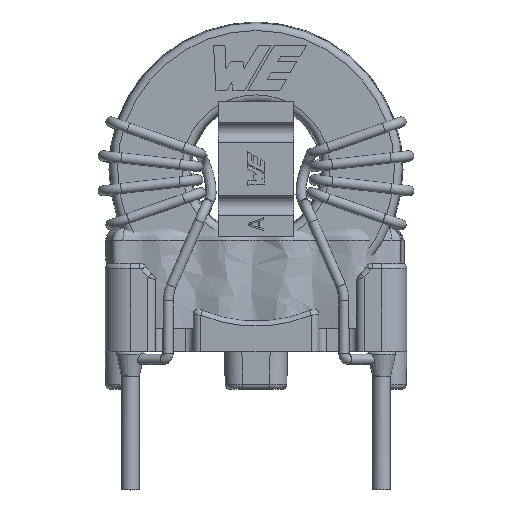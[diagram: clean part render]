
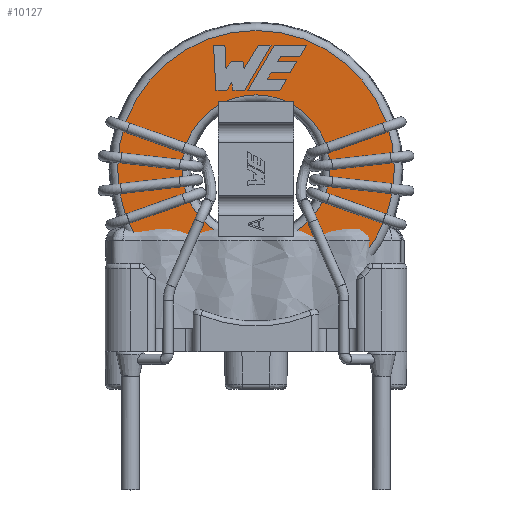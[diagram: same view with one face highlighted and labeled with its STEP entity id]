
A CAD part, top view. The second image highlights one B-rep face of the part: STEP entity #10127.
In plain terms, the highlighted face is planar.
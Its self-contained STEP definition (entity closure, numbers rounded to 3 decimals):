
#254=LINE('',#16219,#771);
#257=LINE('',#16225,#774);
#260=LINE('',#16231,#777);
#263=LINE('',#16237,#780);
#266=LINE('',#16243,#783);
#269=LINE('',#16249,#786);
#272=LINE('',#16255,#789);
#275=LINE('',#16261,#792);
#278=LINE('',#16267,#795);
#281=LINE('',#16273,#798);
#284=LINE('',#16279,#801);
#286=LINE('',#16282,#803);
#302=LINE('',#16316,#819);
#304=LINE('',#16320,#821);
#306=LINE('',#16324,#823);
#308=LINE('',#16328,#825);
#310=LINE('',#16332,#827);
#312=LINE('',#16336,#829);
#314=LINE('',#16340,#831);
#316=LINE('',#16344,#833);
#318=LINE('',#16348,#835);
#320=LINE('',#16352,#837);
#322=LINE('',#16356,#839);
#324=LINE('',#16360,#841);
#325=LINE('',#16362,#842);
#771=VECTOR('',#12305,1000.);
#774=VECTOR('',#12310,1000.);
#777=VECTOR('',#12315,1000.);
#780=VECTOR('',#12320,1000.);
#783=VECTOR('',#12325,1000.);
#786=VECTOR('',#12330,1000.);
#789=VECTOR('',#12335,1000.);
#792=VECTOR('',#12340,1000.);
#795=VECTOR('',#12345,1000.);
#798=VECTOR('',#12350,1000.);
#801=VECTOR('',#12355,1000.);
#803=VECTOR('',#12359,1000.);
#819=VECTOR('',#12381,1000.);
#821=VECTOR('',#12385,1000.);
#823=VECTOR('',#12389,1000.);
#825=VECTOR('',#12393,1000.);
#827=VECTOR('',#12397,1000.);
#829=VECTOR('',#12401,1000.);
#831=VECTOR('',#12405,1000.);
#833=VECTOR('',#12409,1000.);
#835=VECTOR('',#12413,1000.);
#837=VECTOR('',#12417,1000.);
#839=VECTOR('',#12421,1000.);
#841=VECTOR('',#12425,1000.);
#842=VECTOR('',#12428,1000.);
#1573=PLANE('',#10919);
#2954=ORIENTED_EDGE('',*,*,#4935,.F.);
#2955=ORIENTED_EDGE('',*,*,#4932,.F.);
#2956=ORIENTED_EDGE('',*,*,#4929,.F.);
#2957=ORIENTED_EDGE('',*,*,#4926,.F.);
#2958=ORIENTED_EDGE('',*,*,#4923,.F.);
#2959=ORIENTED_EDGE('',*,*,#4920,.F.);
#2960=ORIENTED_EDGE('',*,*,#4917,.F.);
#2961=ORIENTED_EDGE('',*,*,#4914,.F.);
#2962=ORIENTED_EDGE('',*,*,#4911,.F.);
#2963=ORIENTED_EDGE('',*,*,#4908,.F.);
#2964=ORIENTED_EDGE('',*,*,#4905,.F.);
#2965=ORIENTED_EDGE('',*,*,#4937,.F.);
#2966=ORIENTED_EDGE('',*,*,#4975,.F.);
#2967=ORIENTED_EDGE('',*,*,#4973,.F.);
#2968=ORIENTED_EDGE('',*,*,#4971,.F.);
#2969=ORIENTED_EDGE('',*,*,#4969,.F.);
#2970=ORIENTED_EDGE('',*,*,#4967,.F.);
#2971=ORIENTED_EDGE('',*,*,#4965,.F.);
#2972=ORIENTED_EDGE('',*,*,#4963,.F.);
#2973=ORIENTED_EDGE('',*,*,#4961,.F.);
#2974=ORIENTED_EDGE('',*,*,#4959,.F.);
#2975=ORIENTED_EDGE('',*,*,#4957,.F.);
#2976=ORIENTED_EDGE('',*,*,#4955,.F.);
#2977=ORIENTED_EDGE('',*,*,#4953,.F.);
#2978=ORIENTED_EDGE('',*,*,#4976,.F.);
#2979=ORIENTED_EDGE('',*,*,#4980,.T.);
#2980=ORIENTED_EDGE('',*,*,#4979,.T.);
#4905=EDGE_CURVE('',#5997,#5994,#254,.T.);
#4908=EDGE_CURVE('',#5994,#5998,#257,.T.);
#4911=EDGE_CURVE('',#5998,#6000,#260,.T.);
#4914=EDGE_CURVE('',#6000,#6002,#263,.T.);
#4917=EDGE_CURVE('',#6002,#6004,#266,.T.);
#4920=EDGE_CURVE('',#6004,#6006,#269,.T.);
#4923=EDGE_CURVE('',#6006,#6008,#272,.T.);
#4926=EDGE_CURVE('',#6008,#6010,#275,.T.);
#4929=EDGE_CURVE('',#6010,#6012,#278,.T.);
#4932=EDGE_CURVE('',#6012,#6014,#281,.T.);
#4935=EDGE_CURVE('',#6014,#6016,#284,.T.);
#4937=EDGE_CURVE('',#6016,#5997,#286,.T.);
#4953=EDGE_CURVE('',#6032,#6031,#302,.T.);
#4955=EDGE_CURVE('',#6031,#6033,#304,.T.);
#4957=EDGE_CURVE('',#6033,#6034,#306,.T.);
#4959=EDGE_CURVE('',#6034,#6035,#308,.T.);
#4961=EDGE_CURVE('',#6035,#6036,#310,.T.);
#4963=EDGE_CURVE('',#6036,#6037,#312,.T.);
#4965=EDGE_CURVE('',#6037,#6038,#314,.T.);
#4967=EDGE_CURVE('',#6038,#6039,#316,.T.);
#4969=EDGE_CURVE('',#6039,#6040,#318,.T.);
#4971=EDGE_CURVE('',#6040,#6041,#320,.T.);
#4973=EDGE_CURVE('',#6041,#6042,#322,.T.);
#4975=EDGE_CURVE('',#6042,#6043,#324,.T.);
#4976=EDGE_CURVE('',#6043,#6032,#325,.T.);
#4979=EDGE_CURVE('',#6046,#6046,#6744,.T.);
#4980=EDGE_CURVE('',#6047,#6047,#6745,.T.);
#5994=VERTEX_POINT('',#16213);
#5997=VERTEX_POINT('',#16218);
#5998=VERTEX_POINT('',#16222);
#6000=VERTEX_POINT('',#16228);
#6002=VERTEX_POINT('',#16234);
#6004=VERTEX_POINT('',#16240);
#6006=VERTEX_POINT('',#16246);
#6008=VERTEX_POINT('',#16252);
#6010=VERTEX_POINT('',#16258);
#6012=VERTEX_POINT('',#16264);
#6014=VERTEX_POINT('',#16270);
#6016=VERTEX_POINT('',#16276);
#6031=VERTEX_POINT('',#16313);
#6032=VERTEX_POINT('',#16315);
#6033=VERTEX_POINT('',#16319);
#6034=VERTEX_POINT('',#16323);
#6035=VERTEX_POINT('',#16327);
#6036=VERTEX_POINT('',#16331);
#6037=VERTEX_POINT('',#16335);
#6038=VERTEX_POINT('',#16339);
#6039=VERTEX_POINT('',#16343);
#6040=VERTEX_POINT('',#16347);
#6041=VERTEX_POINT('',#16351);
#6042=VERTEX_POINT('',#16355);
#6043=VERTEX_POINT('',#16359);
#6046=VERTEX_POINT('',#16370);
#6047=VERTEX_POINT('',#16373);
#6744=CIRCLE('',#10918,5.505);
#6745=CIRCLE('',#10920,2.945);
#7235=EDGE_LOOP('',(#2954,#2955,#2956,#2957,#2958,#2959,#2960,#2961,#2962,
#2963,#2964,#2965));
#7236=EDGE_LOOP('',(#2966,#2967,#2968,#2969,#2970,#2971,#2972,#2973,#2974,
#2975,#2976,#2977,#2978));
#7237=EDGE_LOOP('',(#2979));
#7238=EDGE_LOOP('',(#2980));
#7954=FACE_BOUND('',#7235,.T.);
#7955=FACE_BOUND('',#7236,.T.);
#7956=FACE_BOUND('',#7237,.T.);
#7957=FACE_BOUND('',#7238,.T.);
#10127=ADVANCED_FACE('',(#7954,#7955,#7956,#7957),#1573,.T.);
#10918=AXIS2_PLACEMENT_3D('',#16369,#12437,#12438);
#10919=AXIS2_PLACEMENT_3D('',#16371,#12439,#12440);
#10920=AXIS2_PLACEMENT_3D('',#16372,#12441,#12442);
#12305=DIRECTION('',(-1.,0.,0.));
#12310=DIRECTION('',(0.52,0.,-0.854));
#12315=DIRECTION('',(1.,0.,0.));
#12320=DIRECTION('',(0.507,0.,-0.862));
#12325=DIRECTION('',(-1.,0.,0.));
#12330=DIRECTION('',(-0.504,0.,0.864));
#12335=DIRECTION('',(1.,0.,0.));
#12340=DIRECTION('',(0.509,0.,-0.861));
#12345=DIRECTION('',(-1.,0.,0.));
#12350=DIRECTION('',(0.507,0.,-0.862));
#12355=DIRECTION('',(1.,0.,0.));
#12359=DIRECTION('',(0.505,0.,-0.863));
#12381=DIRECTION('',(-1.,0.,0.));
#12385=DIRECTION('',(-0.583,0.,0.812));
#12389=DIRECTION('',(-0.047,0.,-0.999));
#12393=DIRECTION('',(-1.,0.,0.));
#12397=DIRECTION('',(0.052,0.,0.999));
#12401=DIRECTION('',(1.,0.,0.));
#12405=DIRECTION('',(0.551,0.,-0.834));
#12409=DIRECTION('',(0.141,0.,0.99));
#12413=DIRECTION('',(1.,0.,0.));
#12417=DIRECTION('',(0.506,0.,-0.863));
#12421=DIRECTION('',(-1.,0.,0.));
#12425=DIRECTION('',(-0.512,0.,0.859));
#12428=DIRECTION('',(-0.171,0.,-0.985));
#12437=DIRECTION('',(0.,1.,0.));
#12438=DIRECTION('',(1.,0.,0.));
#12439=DIRECTION('',(0.,1.,0.));
#12440=DIRECTION('',(-1.,0.,0.));
#12441=DIRECTION('',(0.,-1.,0.));
#12442=DIRECTION('',(-1.,0.,0.));
#16213=CARTESIAN_POINT('',(0.863,2.9,-4.27));
#16218=CARTESIAN_POINT('',(1.622,2.9,-4.27));
#16219=CARTESIAN_POINT('',(1.622,2.9,-4.27));
#16222=CARTESIAN_POINT('',(0.99,2.9,-4.479));
#16225=CARTESIAN_POINT('',(0.863,2.9,-4.27));
#16228=CARTESIAN_POINT('',(1.747,2.9,-4.479));
#16231=CARTESIAN_POINT('',(0.99,2.9,-4.479));
#16234=CARTESIAN_POINT('',(2.01,2.9,-4.927));
#16237=CARTESIAN_POINT('',(1.747,2.9,-4.479));
#16240=CARTESIAN_POINT('',(0.724,2.9,-4.927));
#16243=CARTESIAN_POINT('',(2.01,2.9,-4.927));
#16246=CARTESIAN_POINT('',(-0.325,2.9,-3.127));
#16249=CARTESIAN_POINT('',(0.724,2.9,-4.927));
#16252=CARTESIAN_POINT('',(0.95,2.9,-3.127));
#16255=CARTESIAN_POINT('',(-0.325,2.9,-3.127));
#16258=CARTESIAN_POINT('',(1.209,2.9,-3.566));
#16261=CARTESIAN_POINT('',(0.95,2.9,-3.127));
#16264=CARTESIAN_POINT('',(0.447,2.9,-3.566));
#16267=CARTESIAN_POINT('',(1.209,2.9,-3.566));
#16270=CARTESIAN_POINT('',(0.598,2.9,-3.822));
#16273=CARTESIAN_POINT('',(0.447,2.9,-3.566));
#16276=CARTESIAN_POINT('',(1.36,2.9,-3.822));
#16279=CARTESIAN_POINT('',(0.598,2.9,-3.822));
#16282=CARTESIAN_POINT('',(1.36,2.9,-3.822));
#16313=CARTESIAN_POINT('',(-0.993,2.9,-4.27));
#16315=CARTESIAN_POINT('',(-0.524,2.9,-4.27));
#16316=CARTESIAN_POINT('',(-0.524,2.9,-4.27));
#16319=CARTESIAN_POINT('',(-1.192,2.9,-3.993));
#16320=CARTESIAN_POINT('',(-0.993,2.9,-4.27));
#16323=CARTESIAN_POINT('',(-1.236,2.9,-4.927));
#16324=CARTESIAN_POINT('',(-1.192,2.9,-3.993));
#16327=CARTESIAN_POINT('',(-1.689,2.9,-4.927));
#16328=CARTESIAN_POINT('',(-1.236,2.9,-4.927));
#16331=CARTESIAN_POINT('',(-1.595,2.9,-3.127));
#16332=CARTESIAN_POINT('',(-1.689,2.9,-4.927));
#16335=CARTESIAN_POINT('',(-1.17,2.9,-3.127));
#16336=CARTESIAN_POINT('',(-1.595,2.9,-3.127));
#16339=CARTESIAN_POINT('',(-0.965,2.9,-3.436));
#16340=CARTESIAN_POINT('',(-1.17,2.9,-3.127));
#16343=CARTESIAN_POINT('',(-0.921,2.9,-3.127));
#16344=CARTESIAN_POINT('',(-0.965,2.9,-3.436));
#16347=CARTESIAN_POINT('',(-0.457,2.9,-3.127));
#16348=CARTESIAN_POINT('',(-0.921,2.9,-3.127));
#16351=CARTESIAN_POINT('',(0.597,2.9,-4.927));
#16352=CARTESIAN_POINT('',(-0.457,2.9,-3.127));
#16355=CARTESIAN_POINT('',(0.089,2.9,-4.927));
#16356=CARTESIAN_POINT('',(0.597,2.9,-4.927));
#16359=CARTESIAN_POINT('',(-0.474,2.9,-3.982));
#16360=CARTESIAN_POINT('',(0.089,2.9,-4.927));
#16362=CARTESIAN_POINT('',(-0.474,2.9,-3.982));
#16369=CARTESIAN_POINT('',(0.,2.9,0.));
#16370=CARTESIAN_POINT('',(5.505,2.9,0.));
#16371=CARTESIAN_POINT('',(0.,2.9,0.));
#16372=CARTESIAN_POINT('',(0.,2.9,0.));
#16373=CARTESIAN_POINT('',(-2.945,2.9,0.));
